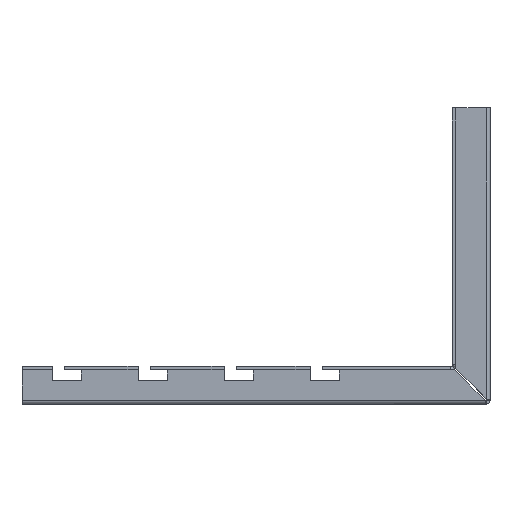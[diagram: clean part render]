
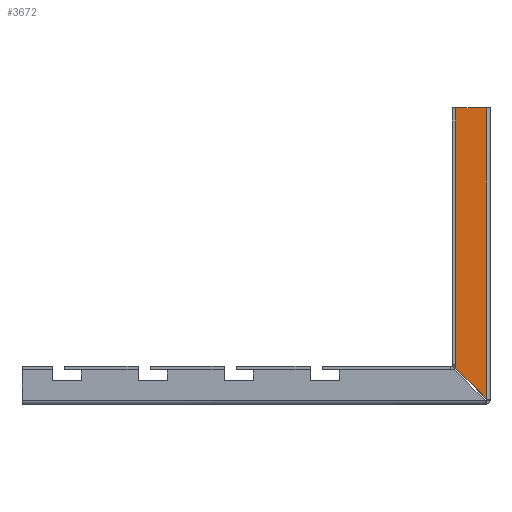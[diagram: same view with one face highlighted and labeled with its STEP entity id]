
A CAD part, top view. The second image highlights one B-rep face of the part: STEP entity #3672.
In plain terms, the highlighted planar face has unit normal (0, 0, 1).
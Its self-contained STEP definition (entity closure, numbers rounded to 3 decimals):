
#37 = DIRECTION ( 'NONE',  ( 0., -1., 0. ) ) ;
#183 = VERTEX_POINT ( 'NONE', #1763 ) ;
#326 = EDGE_CURVE ( 'NONE', #5712, #183, #4514, .T. ) ;
#572 = EDGE_LOOP ( 'NONE', ( #4866, #6501, #4240, #6094 ) ) ;
#1079 = DIRECTION ( 'NONE',  ( -1., 0., 0. ) ) ;
#1222 = PLANE ( 'NONE',  #2027 ) ;
#1289 = DIRECTION ( 'NONE',  ( 0., 0., -1. ) ) ;
#1437 = CARTESIAN_POINT ( 'NONE',  ( -2.1, 172., 21.5 ) ) ;
#1518 = CARTESIAN_POINT ( 'NONE',  ( -2.1, 2.1, 21.5 ) ) ;
#1552 = LINE ( 'NONE', #2103, #4628 ) ;
#1763 = CARTESIAN_POINT ( 'NONE',  ( -19.9, 20.607, 21.5 ) ) ;
#1931 = CARTESIAN_POINT ( 'NONE',  ( -2.1, 2.807, 21.5 ) ) ;
#2027 = AXIS2_PLACEMENT_3D ( 'NONE', #4766, #1289, #5839 ) ;
#2103 = CARTESIAN_POINT ( 'NONE',  ( 0., 172., 21.5 ) ) ;
#2265 = EDGE_CURVE ( 'NONE', #5237, #5852, #1552, .T. ) ;
#2545 = LINE ( 'NONE', #1518, #3077 ) ;
#2754 = CARTESIAN_POINT ( 'NONE',  ( -2.1, 2.807, 21.5 ) ) ;
#2941 = LINE ( 'NONE', #5036, #6444 ) ;
#2975 = EDGE_CURVE ( 'NONE', #183, #5852, #2941, .T. ) ;
#3077 = VECTOR ( 'NONE', #37, 1000. ) ;
#3122 = VECTOR ( 'NONE', #3501, 1000. ) ;
#3501 = DIRECTION ( 'NONE',  ( -0.707, 0.707, 0. ) ) ;
#3672 = ADVANCED_FACE ( 'NONE', ( #6309 ), #1222, .F. ) ;
#4240 = ORIENTED_EDGE ( 'NONE', *, *, #5909, .F. ) ;
#4510 = CARTESIAN_POINT ( 'NONE',  ( -19.9, 172., 21.5 ) ) ;
#4514 = LINE ( 'NONE', #1931, #3122 ) ;
#4628 = VECTOR ( 'NONE', #1079, 1000. ) ;
#4766 = CARTESIAN_POINT ( 'NONE',  ( 0., 0., 21.5 ) ) ;
#4866 = ORIENTED_EDGE ( 'NONE', *, *, #2975, .F. ) ;
#5002 = DIRECTION ( 'NONE',  ( 0., 1., 0. ) ) ;
#5036 = CARTESIAN_POINT ( 'NONE',  ( -19.9, 20.607, 21.5 ) ) ;
#5237 = VERTEX_POINT ( 'NONE', #1437 ) ;
#5712 = VERTEX_POINT ( 'NONE', #2754 ) ;
#5839 = DIRECTION ( 'NONE',  ( -1., 0., 0. ) ) ;
#5852 = VERTEX_POINT ( 'NONE', #4510 ) ;
#5909 = EDGE_CURVE ( 'NONE', #5237, #5712, #2545, .T. ) ;
#6094 = ORIENTED_EDGE ( 'NONE', *, *, #2265, .T. ) ;
#6309 = FACE_OUTER_BOUND ( 'NONE', #572, .T. ) ;
#6444 = VECTOR ( 'NONE', #5002, 1000. ) ;
#6501 = ORIENTED_EDGE ( 'NONE', *, *, #326, .F. ) ;
